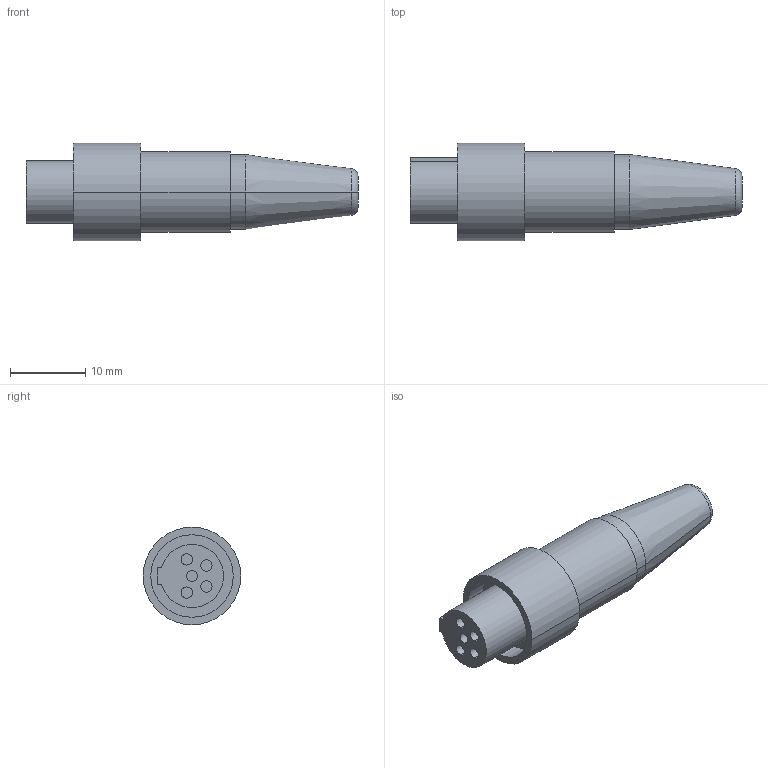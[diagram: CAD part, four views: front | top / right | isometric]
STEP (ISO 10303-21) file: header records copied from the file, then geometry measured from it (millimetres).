
FILE_DESCRIPTION((''),'2;1');
FILE_NAME('RT5FCT-B','2021-04-12T',('xhp'),(''),'PRO/ENGINEER BY PARAMETRIC TECHNOLOGY CORPORATION, 2013040','PRO/ENGINEER BY PARAMETRIC TECHNOLOGY CORPORATION, 2013040','');
FILE_SCHEMA(('CONFIG_CONTROL_DESIGN'));
Length unit declared in the file: millimetre
Products named in the file (1): RT5FCT-B
Bounding box: 44.25 x 13 x 13 mm (x, y, z)
Volume: 3368 mm3; surface area: 1983.7 mm2
Topology: 1 solids, 1 shells, 40 faces, 80 edges, 52 vertices
Faces by surface type: cylinder 21, plane 15, cone 2, torus 2
Entity records: 1098 total; most frequent: DIRECTION 208, CARTESIAN_POINT 172, ORIENTED_EDGE 160, AXIS2_PLACEMENT_3D 88, EDGE_CURVE 80, VERTEX_POINT 52, EDGE_LOOP 50, CIRCLE 48
